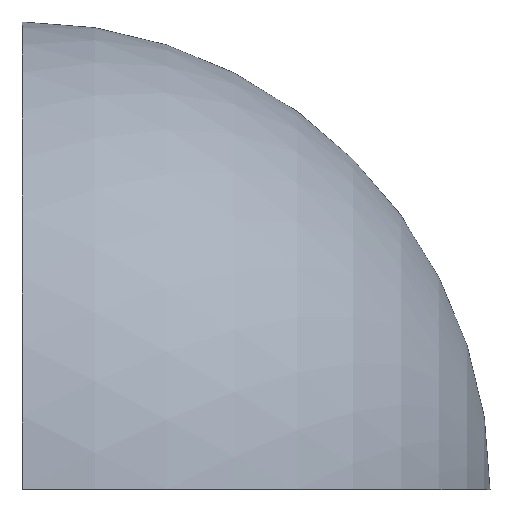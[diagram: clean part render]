
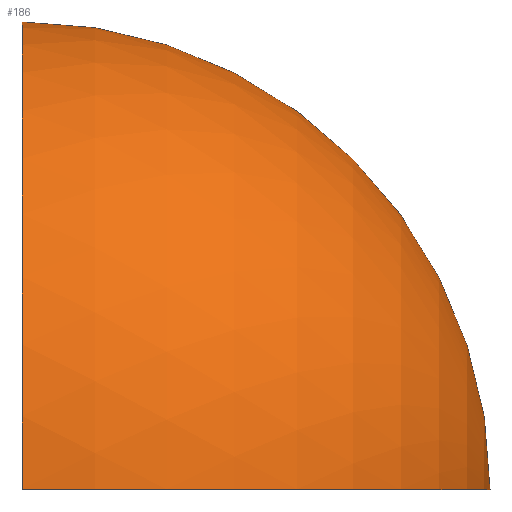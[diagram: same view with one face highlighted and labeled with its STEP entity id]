
A CAD part, top view. The second image highlights one B-rep face of the part: STEP entity #186.
In plain terms, the highlighted spherical face has radius 39.243 mm.
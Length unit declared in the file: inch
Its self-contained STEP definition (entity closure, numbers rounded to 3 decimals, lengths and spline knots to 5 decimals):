
#4 = AXIS2_PLACEMENT_3D ( 'NONE', #124, #187, #73 ) ;
#11 = ORIENTED_EDGE ( 'NONE', *, *, #72, .T. ) ;
#13 = CARTESIAN_POINT ( 'NONE',  ( 0., -1.545, 0. ) ) ;
#15 = VERTEX_POINT ( 'NONE', #118 ) ;
#21 = DIRECTION ( 'NONE',  ( 1., 0., 0. ) ) ;
#29 = ORIENTED_EDGE ( 'NONE', *, *, #44, .T. ) ;
#38 = AXIS2_PLACEMENT_3D ( 'NONE', #93, #195, #176 ) ;
#44 = EDGE_CURVE ( 'NONE', #15, #136, #211, .T. ) ;
#60 = AXIS2_PLACEMENT_3D ( 'NONE', #138, #206, #117 ) ;
#67 = ORIENTED_EDGE ( 'NONE', *, *, #162, .F. ) ;
#72 = EDGE_CURVE ( 'NONE', #136, #151, #200, .T. ) ;
#73 = DIRECTION ( 'NONE',  ( -1., 0., 0. ) ) ;
#87 = EDGE_LOOP ( 'NONE', ( #29, #11, #67 ) ) ;
#93 = CARTESIAN_POINT ( 'NONE',  ( 0., -1.545, 0. ) ) ;
#101 = SPHERICAL_SURFACE ( 'NONE', #213, 1.545 ) ;
#117 = DIRECTION ( 'NONE',  ( 0., 0., 1. ) ) ;
#118 = CARTESIAN_POINT ( 'NONE',  ( 0., -1.545, 1.545 ) ) ;
#124 = CARTESIAN_POINT ( 'NONE',  ( 0., -1.545, 0. ) ) ;
#130 = CARTESIAN_POINT ( 'NONE',  ( 1.545, -1.545, 0. ) ) ;
#136 = VERTEX_POINT ( 'NONE', #130 ) ;
#138 = CARTESIAN_POINT ( 'NONE',  ( 0., -1.545, 0. ) ) ;
#151 = VERTEX_POINT ( 'NONE', #159 ) ;
#159 = CARTESIAN_POINT ( 'NONE',  ( 0., 0., 0. ) ) ;
#162 = EDGE_CURVE ( 'NONE', #15, #151, #174, .T. ) ;
#166 = FACE_OUTER_BOUND ( 'NONE', #87, .T. ) ;
#174 = CIRCLE ( 'NONE', #38, 1.545 ) ;
#176 = DIRECTION ( 'NONE',  ( 0., 0., -1. ) ) ;
#177 = DIRECTION ( 'NONE',  ( 0., 0., 1. ) ) ;
#186 = ADVANCED_FACE ( 'NONE', ( #166 ), #101, .T. ) ;
#187 = DIRECTION ( 'NONE',  ( 0., 0., 1. ) ) ;
#195 = DIRECTION ( 'NONE',  ( -1., 0., 0. ) ) ;
#200 = CIRCLE ( 'NONE', #4, 1.545 ) ;
#206 = DIRECTION ( 'NONE',  ( 0., 1., 0. ) ) ;
#211 = CIRCLE ( 'NONE', #60, 1.545 ) ;
#213 = AXIS2_PLACEMENT_3D ( 'NONE', #13, #21, #177 ) ;
